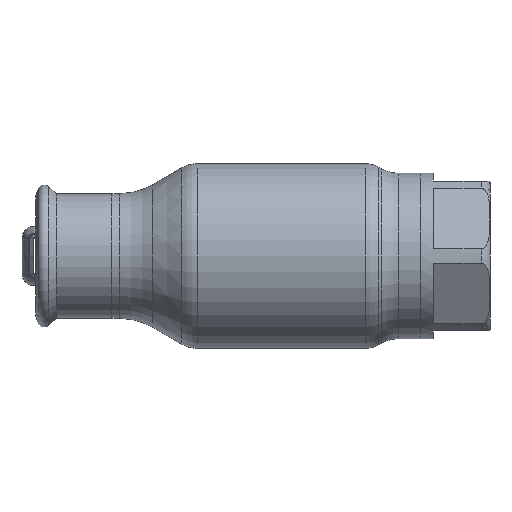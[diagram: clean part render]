
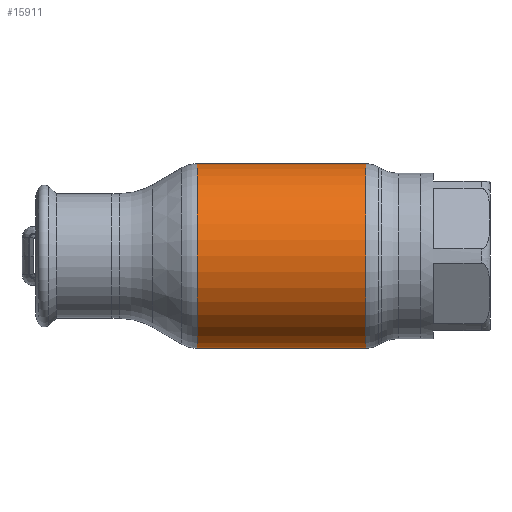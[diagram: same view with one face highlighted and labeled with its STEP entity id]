
A CAD part, front view. The second image highlights one B-rep face of the part: STEP entity #15911.
In plain terms, the highlighted cylindrical face has radius 42.5 mm (diameter 85 mm), a partial arc.
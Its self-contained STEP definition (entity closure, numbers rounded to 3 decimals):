
#990 = DIRECTION ( 'NONE',  ( -1., 0., 0. ) ) ;
#1128 = VERTEX_POINT ( 'NONE', #17237 ) ;
#3350 = CARTESIAN_POINT ( 'NONE',  ( 38.749, 0., 42.5 ) ) ;
#3829 = ORIENTED_EDGE ( 'NONE', *, *, #61044, .T. ) ;
#4015 = CIRCLE ( 'NONE', #14513, 42.5 ) ;
#6216 = CARTESIAN_POINT ( 'NONE',  ( -62.69, 0., 42.5 ) ) ;
#7024 = EDGE_CURVE ( 'NONE', #43385, #24591, #47968, .T. ) ;
#7450 = ORIENTED_EDGE ( 'NONE', *, *, #27891, .F. ) ;
#8876 = CARTESIAN_POINT ( 'NONE',  ( 38.749, 0., 0. ) ) ;
#13235 = AXIS2_PLACEMENT_3D ( 'NONE', #47702, #53478, #17720 ) ;
#13730 = LINE ( 'NONE', #63414, #52169 ) ;
#14513 = AXIS2_PLACEMENT_3D ( 'NONE', #8876, #990, #26214 ) ;
#15095 = CARTESIAN_POINT ( 'NONE',  ( -62.69, 0., 0. ) ) ;
#15911 = ADVANCED_FACE ( 'NONE', ( #53430 ), #25176, .T. ) ;
#17237 = CARTESIAN_POINT ( 'NONE',  ( 38.749, 0., -42.5 ) ) ;
#17720 = DIRECTION ( 'NONE',  ( 0., 0., 1. ) ) ;
#24591 = VERTEX_POINT ( 'NONE', #25426 ) ;
#25176 = CYLINDRICAL_SURFACE ( 'NONE', #45887, 42.5 ) ;
#25337 = ORIENTED_EDGE ( 'NONE', *, *, #7024, .F. ) ;
#25426 = CARTESIAN_POINT ( 'NONE',  ( -38.749, 0., 42.5 ) ) ;
#26214 = DIRECTION ( 'NONE',  ( 0., 0., 1. ) ) ;
#26321 = LINE ( 'NONE', #6216, #53831 ) ;
#26410 = DIRECTION ( 'NONE',  ( -1., 0., 0. ) ) ;
#27891 = EDGE_CURVE ( 'NONE', #1128, #43385, #13730, .T. ) ;
#28736 = VERTEX_POINT ( 'NONE', #3350 ) ;
#29685 = EDGE_CURVE ( 'NONE', #1128, #28736, #4015, .T. ) ;
#31520 = CARTESIAN_POINT ( 'NONE',  ( -38.749, 0., -42.5 ) ) ;
#32488 = EDGE_LOOP ( 'NONE', ( #7450, #48485, #3829, #25337 ) ) ;
#40267 = DIRECTION ( 'NONE',  ( 0., 0., 1. ) ) ;
#43385 = VERTEX_POINT ( 'NONE', #31520 ) ;
#45887 = AXIS2_PLACEMENT_3D ( 'NONE', #15095, #50351, #40267 ) ;
#47702 = CARTESIAN_POINT ( 'NONE',  ( -38.749, 0., 0. ) ) ;
#47968 = CIRCLE ( 'NONE', #13235, 42.5 ) ;
#48485 = ORIENTED_EDGE ( 'NONE', *, *, #29685, .T. ) ;
#50351 = DIRECTION ( 'NONE',  ( -1., 0., 0. ) ) ;
#52169 = VECTOR ( 'NONE', #58167, 1000. ) ;
#53430 = FACE_OUTER_BOUND ( 'NONE', #32488, .T. ) ;
#53478 = DIRECTION ( 'NONE',  ( -1., 0., 0. ) ) ;
#53831 = VECTOR ( 'NONE', #26410, 1000. ) ;
#58167 = DIRECTION ( 'NONE',  ( -1., 0., 0. ) ) ;
#61044 = EDGE_CURVE ( 'NONE', #28736, #24591, #26321, .T. ) ;
#63414 = CARTESIAN_POINT ( 'NONE',  ( -62.69, 0., -42.5 ) ) ;
